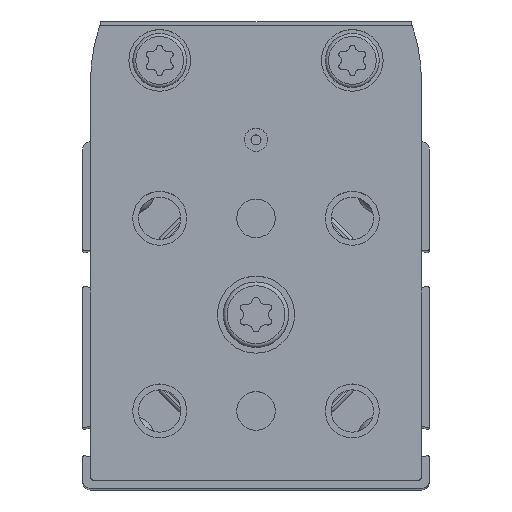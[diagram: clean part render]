
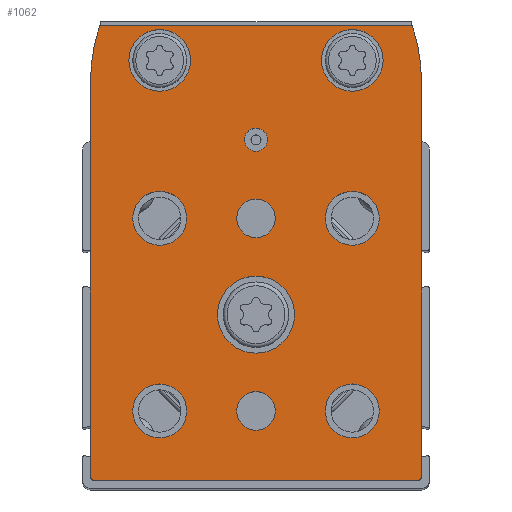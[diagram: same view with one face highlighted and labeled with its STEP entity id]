
A CAD part, top view. The second image highlights one B-rep face of the part: STEP entity #1062.
In plain terms, the highlighted planar face has unit normal (0, 0, 1).
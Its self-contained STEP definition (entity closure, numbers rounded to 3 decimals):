
#1062 = ADVANCED_FACE( '', ( #2472, #2473, #2474, #2475, #2476, #2477, #2478, #2479, #2480, #2481, #2482 ), #2483, .T. );
#2472 = FACE_BOUND( '', #4342, .T. );
#2473 = FACE_BOUND( '', #4343, .T. );
#2474 = FACE_BOUND( '', #4344, .T. );
#2475 = FACE_BOUND( '', #4345, .T. );
#2476 = FACE_BOUND( '', #4346, .T. );
#2477 = FACE_BOUND( '', #4347, .T. );
#2478 = FACE_BOUND( '', #4348, .T. );
#2479 = FACE_BOUND( '', #4349, .T. );
#2480 = FACE_BOUND( '', #4350, .T. );
#2481 = FACE_BOUND( '', #4351, .T. );
#2482 = FACE_OUTER_BOUND( '', #4352, .T. );
#2483 = PLANE( '', #4353 );
#4342 = EDGE_LOOP( '', ( #7102 ) );
#4343 = EDGE_LOOP( '', ( #7103 ) );
#4344 = EDGE_LOOP( '', ( #7104 ) );
#4345 = EDGE_LOOP( '', ( #7105 ) );
#4346 = EDGE_LOOP( '', ( #7106 ) );
#4347 = EDGE_LOOP( '', ( #7107 ) );
#4348 = EDGE_LOOP( '', ( #7108 ) );
#4349 = EDGE_LOOP( '', ( #7109 ) );
#4350 = EDGE_LOOP( '', ( #7110 ) );
#4351 = EDGE_LOOP( '', ( #7111 ) );
#4352 = EDGE_LOOP( '', ( #7112, #7113, #7114, #7115, #7116, #7117, #7118, #7119 ) );
#4353 = AXIS2_PLACEMENT_3D( '', #7120, #7121, #7122 );
#7102 = ORIENTED_EDGE( '', *, *, #10772, .T. );
#7103 = ORIENTED_EDGE( '', *, *, #10773, .T. );
#7104 = ORIENTED_EDGE( '', *, *, #10774, .F. );
#7105 = ORIENTED_EDGE( '', *, *, #10302, .F. );
#7106 = ORIENTED_EDGE( '', *, *, #10775, .T. );
#7107 = ORIENTED_EDGE( '', *, *, #10209, .T. );
#7108 = ORIENTED_EDGE( '', *, *, #10013, .T. );
#7109 = ORIENTED_EDGE( '', *, *, #10770, .T. );
#7110 = ORIENTED_EDGE( '', *, *, #10776, .T. );
#7111 = ORIENTED_EDGE( '', *, *, #10429, .F. );
#7112 = ORIENTED_EDGE( '', *, *, #10777, .T. );
#7113 = ORIENTED_EDGE( '', *, *, #10778, .T. );
#7114 = ORIENTED_EDGE( '', *, *, #10174, .T. );
#7115 = ORIENTED_EDGE( '', *, *, #10746, .T. );
#7116 = ORIENTED_EDGE( '', *, *, #10779, .T. );
#7117 = ORIENTED_EDGE( '', *, *, #10780, .T. );
#7118 = ORIENTED_EDGE( '', *, *, #10781, .T. );
#7119 = ORIENTED_EDGE( '', *, *, #10782, .T. );
#7120 = CARTESIAN_POINT( '', ( 2.5, 30., 10. ) );
#7121 = DIRECTION( '', ( 0., 0., 1. ) );
#7122 = DIRECTION( '', ( 1., 0., 0. ) );
#10013 = EDGE_CURVE( '', #11751, #11751, #11752, .T. );
#10174 = EDGE_CURVE( '', #12028, #12026, #12029, .T. );
#10209 = EDGE_CURVE( '', #12086, #12086, #12087, .T. );
#10302 = EDGE_CURVE( '', #12246, #12246, #12247, .T. );
#10429 = EDGE_CURVE( '', #12460, #12460, #12461, .T. );
#10746 = EDGE_CURVE( '', #12026, #12954, #12956, .T. );
#10770 = EDGE_CURVE( '', #12990, #12990, #12991, .T. );
#10772 = EDGE_CURVE( '', #12993, #12993, #12994, .T. );
#10773 = EDGE_CURVE( '', #12995, #12995, #12996, .T. );
#10774 = EDGE_CURVE( '', #12997, #12997, #12998, .T. );
#10775 = EDGE_CURVE( '', #12999, #12999, #13000, .T. );
#10776 = EDGE_CURVE( '', #13001, #13001, #13002, .T. );
#10777 = EDGE_CURVE( '', #13003, #13004, #13005, .T. );
#10778 = EDGE_CURVE( '', #13004, #12028, #13006, .T. );
#10779 = EDGE_CURVE( '', #12954, #13007, #13008, .T. );
#10780 = EDGE_CURVE( '', #13007, #13009, #13010, .T. );
#10781 = EDGE_CURVE( '', #13009, #13011, #13012, .T. );
#10782 = EDGE_CURVE( '', #13011, #13003, #13013, .T. );
#11751 = VERTEX_POINT( '', #14343 );
#11752 = CIRCLE( '', #14344, 3.5 );
#12026 = VERTEX_POINT( '', #14689 );
#12028 = VERTEX_POINT( '', #14692 );
#12029 = CIRCLE( '', #14693, 0.5 );
#12086 = VERTEX_POINT( '', #14798 );
#12087 = CIRCLE( '', #14799, 3.5 );
#12246 = VERTEX_POINT( '', #15042 );
#12247 = CIRCLE( '', #15043, 2.5 );
#12460 = VERTEX_POINT( '', #15358 );
#12461 = CIRCLE( '', #15359, 1.5 );
#12954 = VERTEX_POINT( '', #16096 );
#12956 = LINE( '', #16099, #16100 );
#12990 = VERTEX_POINT( '', #16163 );
#12991 = CIRCLE( '', #16164, 3.5 );
#12993 = VERTEX_POINT( '', #16166 );
#12994 = CIRCLE( '', #16167, 4. );
#12995 = VERTEX_POINT( '', #16168 );
#12996 = CIRCLE( '', #16169, 4. );
#12997 = VERTEX_POINT( '', #16170 );
#12998 = CIRCLE( '', #16171, 2.5 );
#12999 = VERTEX_POINT( '', #16172 );
#13000 = CIRCLE( '', #16173, 5. );
#13001 = VERTEX_POINT( '', #16174 );
#13002 = CIRCLE( '', #16175, 3.5 );
#13003 = VERTEX_POINT( '', #16176 );
#13004 = VERTEX_POINT( '', #16177 );
#13005 = CIRCLE( '', #16178, 24. );
#13006 = LINE( '', #16179, #16180 );
#13007 = VERTEX_POINT( '', #16181 );
#13008 = CIRCLE( '', #16182, 0.5 );
#13009 = VERTEX_POINT( '', #16183 );
#13010 = LINE( '', #16184, #16185 );
#13011 = VERTEX_POINT( '', #16186 );
#13012 = CIRCLE( '', #16187, 24. );
#13013 = LINE( '', #16188, #16189 );
#14343 = CARTESIAN_POINT( '', ( -16., 12.5, 10. ) );
#14344 = AXIS2_PLACEMENT_3D( '', #17783, #17784, #17785 );
#14689 = CARTESIAN_POINT( '', ( -21., -21.5, 10. ) );
#14692 = CARTESIAN_POINT( '', ( -21.5, -21., 10. ) );
#14693 = AXIS2_PLACEMENT_3D( '', #18047, #18048, #18049 );
#14798 = CARTESIAN_POINT( '', ( 9., -12.5, 10. ) );
#14799 = AXIS2_PLACEMENT_3D( '', #18087, #18088, #18089 );
#15042 = CARTESIAN_POINT( '', ( 2.5, 12.5, 10. ) );
#15043 = AXIS2_PLACEMENT_3D( '', #18207, #18208, #18209 );
#15358 = CARTESIAN_POINT( '', ( 1.5, 22.7, 10. ) );
#15359 = AXIS2_PLACEMENT_3D( '', #18377, #18378, #18379 );
#16096 = CARTESIAN_POINT( '', ( 21., -21.5, 10. ) );
#16099 = CARTESIAN_POINT( '', ( -21., -21.5, 10. ) );
#16100 = VECTOR( '', #18807, 1000. );
#16163 = CARTESIAN_POINT( '', ( -16., -12.5, 10. ) );
#16164 = AXIS2_PLACEMENT_3D( '', #18828, #18829, #18830 );
#16166 = CARTESIAN_POINT( '', ( 8.5, 33., 10. ) );
#16167 = AXIS2_PLACEMENT_3D( '', #18831, #18832, #18833 );
#16168 = CARTESIAN_POINT( '', ( -16.5, 33., 10. ) );
#16169 = AXIS2_PLACEMENT_3D( '', #18834, #18835, #18836 );
#16170 = CARTESIAN_POINT( '', ( 2.5, -12.5, 10. ) );
#16171 = AXIS2_PLACEMENT_3D( '', #18837, #18838, #18839 );
#16172 = CARTESIAN_POINT( '', ( -5., 0., 10. ) );
#16173 = AXIS2_PLACEMENT_3D( '', #18840, #18841, #18842 );
#16174 = CARTESIAN_POINT( '', ( 9., 12.5, 10. ) );
#16175 = AXIS2_PLACEMENT_3D( '', #18843, #18844, #18845 );
#16176 = CARTESIAN_POINT( '', ( -20.298, 37.5, 10. ) );
#16177 = CARTESIAN_POINT( '', ( -21.5, 30., 10. ) );
#16178 = AXIS2_PLACEMENT_3D( '', #18846, #18847, #18848 );
#16179 = CARTESIAN_POINT( '', ( -21.5, 30., 10. ) );
#16180 = VECTOR( '', #18849, 1000. );
#16181 = CARTESIAN_POINT( '', ( 21.5, -21., 10. ) );
#16182 = AXIS2_PLACEMENT_3D( '', #18850, #18851, #18852 );
#16183 = CARTESIAN_POINT( '', ( 21.5, 30., 10. ) );
#16184 = CARTESIAN_POINT( '', ( 21.5, -21., 10. ) );
#16185 = VECTOR( '', #18853, 1000. );
#16186 = CARTESIAN_POINT( '', ( 20.298, 37.5, 10. ) );
#16187 = AXIS2_PLACEMENT_3D( '', #18854, #18855, #18856 );
#16188 = CARTESIAN_POINT( '', ( 20.298, 37.5, 10. ) );
#16189 = VECTOR( '', #18857, 1000. );
#17783 = CARTESIAN_POINT( '', ( -12.5, 12.5, 10. ) );
#17784 = DIRECTION( '', ( 0., 0., -1. ) );
#17785 = DIRECTION( '', ( -1., 0., 0. ) );
#18047 = CARTESIAN_POINT( '', ( -21., -21., 10. ) );
#18048 = DIRECTION( '', ( 0., 0., 1. ) );
#18049 = DIRECTION( '', ( 1., 0., 0. ) );
#18087 = CARTESIAN_POINT( '', ( 12.5, -12.5, 10. ) );
#18088 = DIRECTION( '', ( 0., 0., -1. ) );
#18089 = DIRECTION( '', ( -1., 0., 0. ) );
#18207 = CARTESIAN_POINT( '', ( 0., 12.5, 10. ) );
#18208 = DIRECTION( '', ( 0., 0., 1. ) );
#18209 = DIRECTION( '', ( 1., 0., 0. ) );
#18377 = CARTESIAN_POINT( '', ( 0., 22.7, 10. ) );
#18378 = DIRECTION( '', ( 0., 0., 1. ) );
#18379 = DIRECTION( '', ( 1., 0., 0. ) );
#18807 = DIRECTION( '', ( 1., 0., 0. ) );
#18828 = CARTESIAN_POINT( '', ( -12.5, -12.5, 10. ) );
#18829 = DIRECTION( '', ( 0., 0., -1. ) );
#18830 = DIRECTION( '', ( -1., 0., 0. ) );
#18831 = CARTESIAN_POINT( '', ( 12.5, 33., 10. ) );
#18832 = DIRECTION( '', ( 0., 0., -1. ) );
#18833 = DIRECTION( '', ( -1., 0., 0. ) );
#18834 = CARTESIAN_POINT( '', ( -12.5, 33., 10. ) );
#18835 = DIRECTION( '', ( 0., 0., -1. ) );
#18836 = DIRECTION( '', ( -1., 0., 0. ) );
#18837 = CARTESIAN_POINT( '', ( 0., -12.5, 10. ) );
#18838 = DIRECTION( '', ( 0., 0., 1. ) );
#18839 = DIRECTION( '', ( 1., 0., 0. ) );
#18840 = CARTESIAN_POINT( '', ( 0., 0., 10. ) );
#18841 = DIRECTION( '', ( 0., 0., -1. ) );
#18842 = DIRECTION( '', ( -1., 0., 0. ) );
#18843 = CARTESIAN_POINT( '', ( 12.5, 12.5, 10. ) );
#18844 = DIRECTION( '', ( 0., 0., -1. ) );
#18845 = DIRECTION( '', ( -1., 0., 0. ) );
#18846 = CARTESIAN_POINT( '', ( 2.5, 30., 10. ) );
#18847 = DIRECTION( '', ( 0., 0., 1. ) );
#18848 = DIRECTION( '', ( 1., 0., 0. ) );
#18849 = DIRECTION( '', ( 0., -1., 0. ) );
#18850 = CARTESIAN_POINT( '', ( 21., -21., 10. ) );
#18851 = DIRECTION( '', ( 0., 0., 1. ) );
#18852 = DIRECTION( '', ( 1., 0., 0. ) );
#18853 = DIRECTION( '', ( 0., 1., 0. ) );
#18854 = CARTESIAN_POINT( '', ( -2.5, 30., 10. ) );
#18855 = DIRECTION( '', ( 0., 0., 1. ) );
#18856 = DIRECTION( '', ( 1., 0., 0. ) );
#18857 = DIRECTION( '', ( -1., 0., 0. ) );
